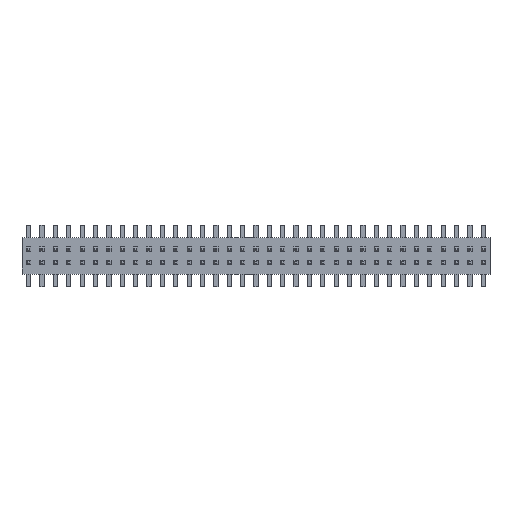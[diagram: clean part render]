
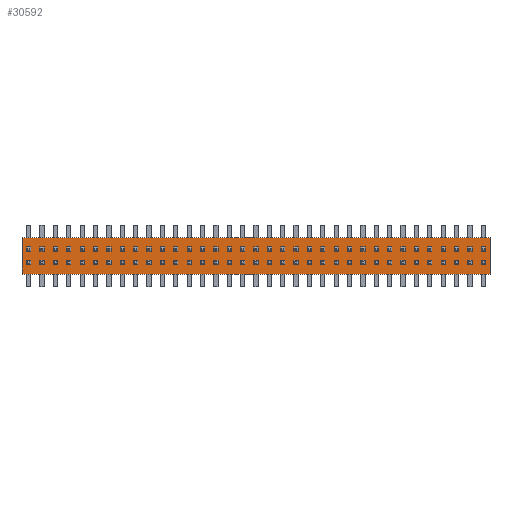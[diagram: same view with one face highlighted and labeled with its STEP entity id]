
A CAD part, top view. The second image highlights one B-rep face of the part: STEP entity #30592.
In plain terms, the highlighted face is planar.
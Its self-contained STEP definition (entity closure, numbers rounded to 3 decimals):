
#30460 = EDGE_CURVE('',#30461,#30463,#30465,.T.);
#30461 = VERTEX_POINT('',#30462);
#30462 = CARTESIAN_POINT('',(-22.225,1.753,-1.715));
#30463 = VERTEX_POINT('',#30464);
#30464 = CARTESIAN_POINT('',(-22.225,1.753,1.715));
#30465 = LINE('',#30466,#30467);
#30466 = CARTESIAN_POINT('',(-22.225,1.753,-1.715));
#30467 = VECTOR('',#30468,1.);
#30468 = DIRECTION('',(0.,0.,1.));
#30500 = EDGE_CURVE('',#30463,#30501,#30503,.T.);
#30501 = VERTEX_POINT('',#30502);
#30502 = CARTESIAN_POINT('',(22.225,1.753,1.715));
#30503 = LINE('',#30504,#30505);
#30504 = CARTESIAN_POINT('',(-22.225,1.753,1.715));
#30505 = VECTOR('',#30506,1.);
#30506 = DIRECTION('',(1.,0.,0.));
#30531 = EDGE_CURVE('',#30501,#30532,#30534,.T.);
#30532 = VERTEX_POINT('',#30533);
#30533 = CARTESIAN_POINT('',(22.225,1.753,-1.715));
#30534 = LINE('',#30535,#30536);
#30535 = CARTESIAN_POINT('',(22.225,1.753,1.715));
#30536 = VECTOR('',#30537,1.);
#30537 = DIRECTION('',(0.,0.,-1.));
#30562 = EDGE_CURVE('',#30532,#30461,#30563,.T.);
#30563 = LINE('',#30564,#30565);
#30564 = CARTESIAN_POINT('',(22.225,1.753,-1.715));
#30565 = VECTOR('',#30566,1.);
#30566 = DIRECTION('',(-1.,0.,0.));
#30592 = ADVANCED_FACE('',(#30593),#30599,.T.);
#30593 = FACE_BOUND('',#30594,.T.);
#30594 = EDGE_LOOP('',(#30595,#30596,#30597,#30598));
#30595 = ORIENTED_EDGE('',*,*,#30460,.T.);
#30596 = ORIENTED_EDGE('',*,*,#30500,.T.);
#30597 = ORIENTED_EDGE('',*,*,#30531,.T.);
#30598 = ORIENTED_EDGE('',*,*,#30562,.T.);
#30599 = PLANE('',#30600);
#30600 = AXIS2_PLACEMENT_3D('',#30601,#30602,#30603);
#30601 = CARTESIAN_POINT('',(0.,1.753,0.));
#30602 = DIRECTION('',(0.,1.,0.));
#30603 = DIRECTION('',(0.,-0.,1.));
